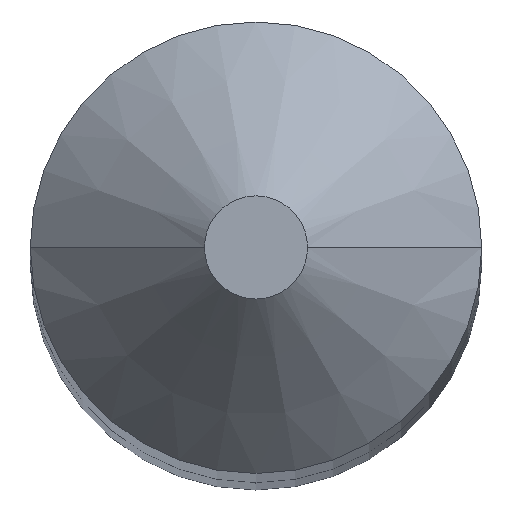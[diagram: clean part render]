
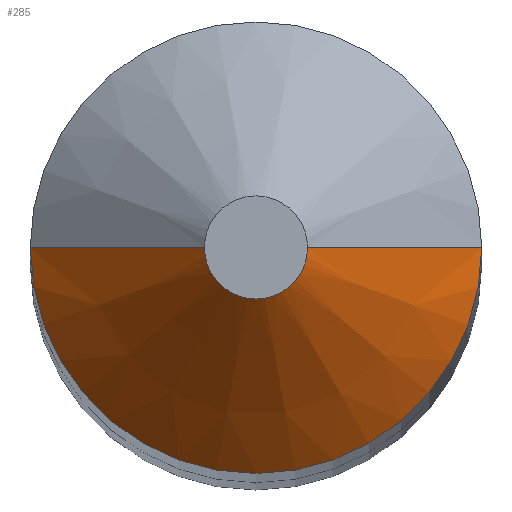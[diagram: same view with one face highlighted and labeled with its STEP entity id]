
A CAD part, top view. The second image highlights one B-rep face of the part: STEP entity #285.
In plain terms, the highlighted conical face has half-angle 45 degrees and reference radius 1.029 mm.
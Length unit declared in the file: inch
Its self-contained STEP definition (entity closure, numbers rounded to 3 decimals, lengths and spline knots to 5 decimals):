
#8 = EDGE_CURVE ( 'NONE', #50, #339, #91, .T. ) ;
#15 = VERTEX_POINT ( 'NONE', #181 ) ;
#46 = CARTESIAN_POINT ( 'NONE',  ( 0., 0., -0.03125 ) ) ;
#50 = VERTEX_POINT ( 'NONE', #121 ) ;
#65 = CARTESIAN_POINT ( 'NONE',  ( 0., 0., 0. ) ) ;
#75 = AXIS2_PLACEMENT_3D ( 'NONE', #331, #239, #217 ) ;
#89 = CARTESIAN_POINT ( 'NONE',  ( 0.0405, 0., -0.03125 ) ) ;
#91 = LINE ( 'NONE', #89, #162 ) ;
#97 = EDGE_CURVE ( 'NONE', #123, #15, #187, .T. ) ;
#105 = ORIENTED_EDGE ( 'NONE', *, *, #137, .F. ) ;
#121 = CARTESIAN_POINT ( 'NONE',  ( 0.00925, 0., 0. ) ) ;
#123 = VERTEX_POINT ( 'NONE', #178 ) ;
#125 = DIRECTION ( 'NONE',  ( 0., 0., 1. ) ) ;
#137 = EDGE_CURVE ( 'NONE', #123, #50, #140, .T. ) ;
#140 = CIRCLE ( 'NONE', #252, 0.00925 ) ;
#149 = CARTESIAN_POINT ( 'NONE',  ( -0.0405, 0., -0.03125 ) ) ;
#152 = CONICAL_SURFACE ( 'NONE', #158, 0.0405, 0.785 ) ;
#158 = AXIS2_PLACEMENT_3D ( 'NONE', #46, #172, #173 ) ;
#162 = VECTOR ( 'NONE', #353, 39.37008 ) ;
#172 = DIRECTION ( 'NONE',  ( 0., 0., -1. ) ) ;
#173 = DIRECTION ( 'NONE',  ( -1., 0., 0. ) ) ;
#178 = CARTESIAN_POINT ( 'NONE',  ( -0.00925, 0., 0. ) ) ;
#181 = CARTESIAN_POINT ( 'NONE',  ( -0.0405, 0., -0.03125 ) ) ;
#187 = LINE ( 'NONE', #149, #234 ) ;
#217 = DIRECTION ( 'NONE',  ( 1., 0., 0. ) ) ;
#227 = ORIENTED_EDGE ( 'NONE', *, *, #97, .T. ) ;
#232 = EDGE_CURVE ( 'NONE', #15, #339, #372, .T. ) ;
#234 = VECTOR ( 'NONE', #330, 39.37008 ) ;
#239 = DIRECTION ( 'NONE',  ( 0., 0., 1. ) ) ;
#252 = AXIS2_PLACEMENT_3D ( 'NONE', #65, #125, #282 ) ;
#265 = CARTESIAN_POINT ( 'NONE',  ( 0.0405, 0., -0.03125 ) ) ;
#276 = ORIENTED_EDGE ( 'NONE', *, *, #232, .T. ) ;
#282 = DIRECTION ( 'NONE',  ( 1., 0., 0. ) ) ;
#285 = ADVANCED_FACE ( 'NONE', ( #354 ), #152, .T. ) ;
#327 = ORIENTED_EDGE ( 'NONE', *, *, #8, .F. ) ;
#330 = DIRECTION ( 'NONE',  ( -0.707, 0., -0.707 ) ) ;
#331 = CARTESIAN_POINT ( 'NONE',  ( 0., 0., -0.03125 ) ) ;
#339 = VERTEX_POINT ( 'NONE', #265 ) ;
#346 = EDGE_LOOP ( 'NONE', ( #327, #105, #227, #276 ) ) ;
#353 = DIRECTION ( 'NONE',  ( 0.707, 0., -0.707 ) ) ;
#354 = FACE_OUTER_BOUND ( 'NONE', #346, .T. ) ;
#372 = CIRCLE ( 'NONE', #75, 0.0405 ) ;
